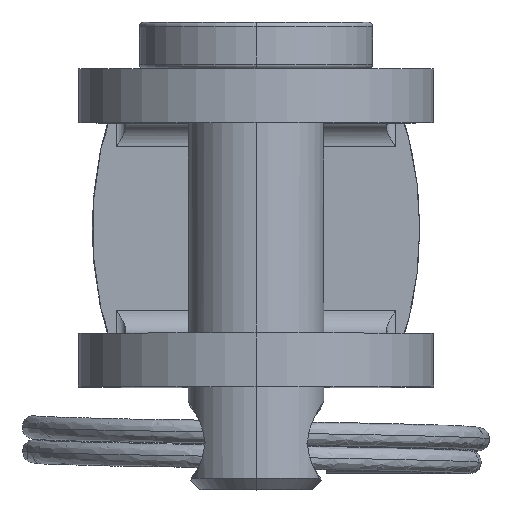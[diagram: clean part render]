
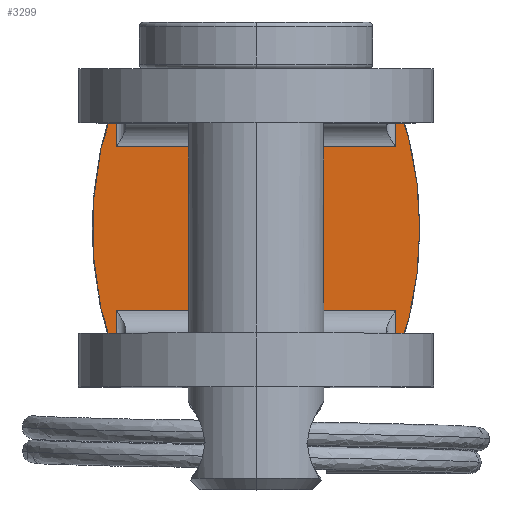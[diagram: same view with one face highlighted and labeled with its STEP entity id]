
A CAD part, top view. The second image highlights one B-rep face of the part: STEP entity #3299.
In plain terms, the highlighted planar face has unit normal (0, 0, 1).
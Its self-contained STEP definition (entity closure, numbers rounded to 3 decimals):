
#249 = CIRCLE ( 'NONE', #4469, 16.163 ) ;
#692 = VECTOR ( 'NONE', #1143, 1000. ) ;
#1019 = CARTESIAN_POINT ( 'NONE',  ( 5.971, -5.675, 0. ) ) ;
#1143 = DIRECTION ( 'NONE',  ( 0., -1., 0. ) ) ;
#1385 = CIRCLE ( 'NONE', #14570, 16.163 ) ;
#1435 = EDGE_CURVE ( 'NONE', #9361, #13469, #16857, .T. ) ;
#1500 = PLANE ( 'NONE',  #4066 ) ;
#1730 = ORIENTED_EDGE ( 'NONE', *, *, #17378, .T. ) ;
#2043 = DIRECTION ( 'NONE',  ( 0., 1., 0. ) ) ;
#2069 = CARTESIAN_POINT ( 'NONE',  ( 7., 0., 0. ) ) ;
#2329 = VERTEX_POINT ( 'NONE', #2757 ) ;
#2581 = EDGE_CURVE ( 'NONE', #17366, #15809, #1385, .T. ) ;
#2757 = CARTESIAN_POINT ( 'NONE',  ( -5.971, -3.5, 0. ) ) ;
#3221 = CARTESIAN_POINT ( 'NONE',  ( -5.971, 0., 0. ) ) ;
#3299 = ADVANCED_FACE ( 'NONE', ( #7136 ), #1500, .F. ) ;
#3707 = VECTOR ( 'NONE', #15047, 1000. ) ;
#4066 = AXIS2_PLACEMENT_3D ( 'NONE', #11817, #13376, #6984 ) ;
#4116 = CIRCLE ( 'NONE', #5375, 16.163 ) ;
#4191 = LINE ( 'NONE', #3221, #3707 ) ;
#4381 = ORIENTED_EDGE ( 'NONE', *, *, #18091, .T. ) ;
#4469 = AXIS2_PLACEMENT_3D ( 'NONE', #7029, #15805, #5666 ) ;
#4501 = LINE ( 'NONE', #10285, #13731 ) ;
#5375 = AXIS2_PLACEMENT_3D ( 'NONE', #14520, #7104, #11624 ) ;
#5666 = DIRECTION ( 'NONE',  ( 1., 0., 0. ) ) ;
#6142 = CARTESIAN_POINT ( 'NONE',  ( 5.971, -3.5, 0. ) ) ;
#6186 = CARTESIAN_POINT ( 'NONE',  ( -5.971, -5.675, 0. ) ) ;
#6984 = DIRECTION ( 'NONE',  ( -1., 0., 0. ) ) ;
#7012 = DIRECTION ( 'NONE',  ( -1., 0., 0. ) ) ;
#7029 = CARTESIAN_POINT ( 'NONE',  ( 9.163, 0., 0. ) ) ;
#7104 = DIRECTION ( 'NONE',  ( 0., 0., -1. ) ) ;
#7136 = FACE_OUTER_BOUND ( 'NONE', #16274, .T. ) ;
#7229 = EDGE_CURVE ( 'NONE', #12402, #2329, #4191, .T. ) ;
#7515 = VECTOR ( 'NONE', #2043, 1000. ) ;
#7611 = EDGE_CURVE ( 'NONE', #12402, #11861, #249, .T. ) ;
#7983 = LINE ( 'NONE', #18332, #7515 ) ;
#8042 = CARTESIAN_POINT ( 'NONE',  ( 5.971, 5.675, 0. ) ) ;
#8905 = CARTESIAN_POINT ( 'NONE',  ( -9.163, -3.5, 0. ) ) ;
#9199 = ORIENTED_EDGE ( 'NONE', *, *, #12635, .F. ) ;
#9361 = VERTEX_POINT ( 'NONE', #6142 ) ;
#9585 = ORIENTED_EDGE ( 'NONE', *, *, #2581, .F. ) ;
#10008 = ORIENTED_EDGE ( 'NONE', *, *, #7229, .T. ) ;
#10034 = CARTESIAN_POINT ( 'NONE',  ( -9.163, 3.5, 0. ) ) ;
#10285 = CARTESIAN_POINT ( 'NONE',  ( 5.971, 4.5, 0. ) ) ;
#10306 = LINE ( 'NONE', #10034, #16310 ) ;
#10930 = VERTEX_POINT ( 'NONE', #16559 ) ;
#11624 = DIRECTION ( 'NONE',  ( -1., 0., 0. ) ) ;
#11750 = CARTESIAN_POINT ( 'NONE',  ( -5.971, 3.5, 0. ) ) ;
#11817 = CARTESIAN_POINT ( 'NONE',  ( -9.163, 0., 0. ) ) ;
#11861 = VERTEX_POINT ( 'NONE', #18109 ) ;
#12402 = VERTEX_POINT ( 'NONE', #6186 ) ;
#12635 = EDGE_CURVE ( 'NONE', #15809, #13469, #4116, .T. ) ;
#13376 = DIRECTION ( 'NONE',  ( 0., 0., -1. ) ) ;
#13469 = VERTEX_POINT ( 'NONE', #1019 ) ;
#13528 = LINE ( 'NONE', #8905, #18570 ) ;
#13731 = VECTOR ( 'NONE', #15266, 1000. ) ;
#13985 = ORIENTED_EDGE ( 'NONE', *, *, #16859, .T. ) ;
#14520 = CARTESIAN_POINT ( 'NONE',  ( -9.163, 0., 0. ) ) ;
#14570 = AXIS2_PLACEMENT_3D ( 'NONE', #15269, #16872, #15510 ) ;
#14592 = EDGE_CURVE ( 'NONE', #10930, #15635, #10306, .T. ) ;
#14680 = ORIENTED_EDGE ( 'NONE', *, *, #7611, .F. ) ;
#15047 = DIRECTION ( 'NONE',  ( 0., 1., 0. ) ) ;
#15266 = DIRECTION ( 'NONE',  ( 0., -1., 0. ) ) ;
#15269 = CARTESIAN_POINT ( 'NONE',  ( -9.163, 0., 0. ) ) ;
#15510 = DIRECTION ( 'NONE',  ( -1., 0., 0. ) ) ;
#15635 = VERTEX_POINT ( 'NONE', #11750 ) ;
#15805 = DIRECTION ( 'NONE',  ( 0., 0., -1. ) ) ;
#15809 = VERTEX_POINT ( 'NONE', #2069 ) ;
#16274 = EDGE_LOOP ( 'NONE', ( #13985, #19142, #9199, #9585, #4381, #17128, #1730, #14680, #10008 ) ) ;
#16310 = VECTOR ( 'NONE', #7012, 1000. ) ;
#16559 = CARTESIAN_POINT ( 'NONE',  ( 5.971, 3.5, 0. ) ) ;
#16569 = DIRECTION ( 'NONE',  ( 1., 0., 0. ) ) ;
#16857 = LINE ( 'NONE', #19104, #692 ) ;
#16859 = EDGE_CURVE ( 'NONE', #2329, #9361, #13528, .T. ) ;
#16872 = DIRECTION ( 'NONE',  ( 0., 0., -1. ) ) ;
#17128 = ORIENTED_EDGE ( 'NONE', *, *, #14592, .T. ) ;
#17366 = VERTEX_POINT ( 'NONE', #8042 ) ;
#17378 = EDGE_CURVE ( 'NONE', #15635, #11861, #7983, .T. ) ;
#18091 = EDGE_CURVE ( 'NONE', #17366, #10930, #4501, .T. ) ;
#18109 = CARTESIAN_POINT ( 'NONE',  ( -5.971, 5.675, 0. ) ) ;
#18332 = CARTESIAN_POINT ( 'NONE',  ( -5.971, 6.8, 0. ) ) ;
#18570 = VECTOR ( 'NONE', #16569, 1000. ) ;
#19104 = CARTESIAN_POINT ( 'NONE',  ( 5.971, 0., 0. ) ) ;
#19142 = ORIENTED_EDGE ( 'NONE', *, *, #1435, .T. ) ;
